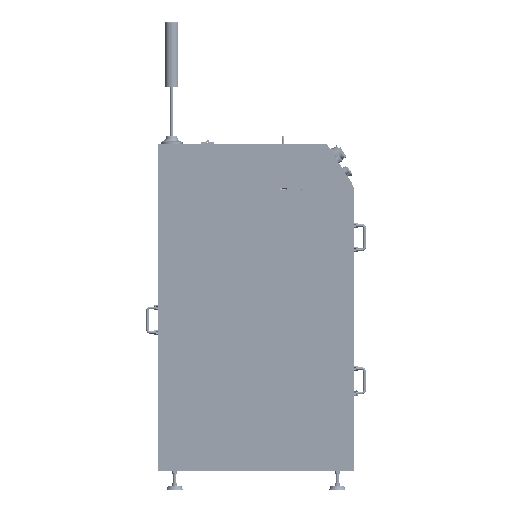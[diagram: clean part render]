
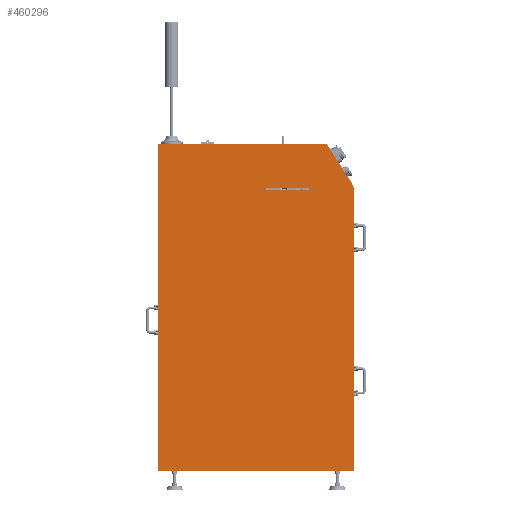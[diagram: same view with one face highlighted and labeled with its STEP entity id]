
A CAD part, top view. The second image highlights one B-rep face of the part: STEP entity #460296.
In plain terms, the highlighted planar face has unit normal (0, 0, 1).
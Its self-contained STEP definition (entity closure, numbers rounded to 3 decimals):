
#3108 = ORIENTED_EDGE ( 'NONE', *, *, #210368, .F. ) ;
#29012 = ORIENTED_EDGE ( 'NONE', *, *, #328446, .F. ) ;
#31381 = DIRECTION ( 'NONE',  ( 0.535, -0.845, 0. ) ) ;
#32198 = VECTOR ( 'NONE', #317655, 1000. ) ;
#40844 = ORIENTED_EDGE ( 'NONE', *, *, #298546, .F. ) ;
#41568 = DIRECTION ( 'NONE',  ( -1., 0., 0. ) ) ;
#51118 = DIRECTION ( 'NONE',  ( 0., 0., 1. ) ) ;
#65198 = ORIENTED_EDGE ( 'NONE', *, *, #278866, .F. ) ;
#71602 = LINE ( 'NONE', #217110, #200137 ) ;
#78972 = EDGE_LOOP ( 'NONE', ( #204082, #225375, #449178, #3108, #368700 ) ) ;
#83135 = ORIENTED_EDGE ( 'NONE', *, *, #257243, .F. ) ;
#86239 = EDGE_CURVE ( 'NONE', #368103, #148373, #200602, .T. ) ;
#88034 = CARTESIAN_POINT ( 'NONE',  ( 409.745, 323.431, 1177. ) ) ;
#89049 = CARTESIAN_POINT ( 'NONE',  ( 89.745, 320.431, 1177. ) ) ;
#94132 = DIRECTION ( 'NONE',  ( 0., 1., 0. ) ) ;
#98162 = VERTEX_POINT ( 'NONE', #449440 ) ;
#102479 = VERTEX_POINT ( 'NONE', #446184 ) ;
#107491 = CARTESIAN_POINT ( 'NONE',  ( 309.745, 481.431, 1177. ) ) ;
#117530 = EDGE_CURVE ( 'NONE', #175837, #98162, #257267, .T. ) ;
#120070 = LINE ( 'NONE', #368093, #278900 ) ;
#120832 = LINE ( 'NONE', #414054, #243775 ) ;
#130925 = VECTOR ( 'NONE', #94132, 1000. ) ;
#148373 = VERTEX_POINT ( 'NONE', #460406 ) ;
#153480 = PLANE ( 'NONE',  #303983 ) ;
#154139 = CIRCLE ( 'NONE', #405265, 4. ) ;
#168235 = CARTESIAN_POINT ( 'NONE',  ( 89.745, 312.431, 1177. ) ) ;
#169896 = LINE ( 'NONE', #286478, #32198 ) ;
#175837 = VERTEX_POINT ( 'NONE', #432962 ) ;
#186895 = FACE_BOUND ( 'NONE', #78972, .T. ) ;
#186958 = EDGE_CURVE ( 'NONE', #307965, #366850, #431848, .T. ) ;
#193607 = VERTEX_POINT ( 'NONE', #253888 ) ;
#193939 = CARTESIAN_POINT ( 'NONE',  ( 239.745, 316.431, 1177. ) ) ;
#200137 = VECTOR ( 'NONE', #362493, 1000. ) ;
#200602 = CIRCLE ( 'NONE', #337670, 4. ) ;
#204082 = ORIENTED_EDGE ( 'NONE', *, *, #246653, .F. ) ;
#210368 = EDGE_CURVE ( 'NONE', #98162, #193607, #154139, .T. ) ;
#217110 = CARTESIAN_POINT ( 'NONE',  ( 409.745, 481.431, 1177. ) ) ;
#225375 = ORIENTED_EDGE ( 'NONE', *, *, #86239, .F. ) ;
#243775 = VECTOR ( 'NONE', #266165, 1000. ) ;
#245677 = EDGE_LOOP ( 'NONE', ( #431675, #65198, #83135, #29012, #40844 ) ) ;
#246653 = EDGE_CURVE ( 'NONE', #148373, #175837, #436834, .T. ) ;
#253888 = CARTESIAN_POINT ( 'NONE',  ( 239.745, 320.431, 1177. ) ) ;
#254716 = DIRECTION ( 'NONE',  ( 0., 0., 1. ) ) ;
#257243 = EDGE_CURVE ( 'NONE', #378359, #449604, #387426, .T. ) ;
#257267 = CIRCLE ( 'NONE', #409725, 4. ) ;
#261466 = CARTESIAN_POINT ( 'NONE',  ( 309.745, 481.431, 1177. ) ) ;
#266165 = DIRECTION ( 'NONE',  ( 1., 0., 0. ) ) ;
#272575 = CARTESIAN_POINT ( 'NONE',  ( 239.745, 316.431, 1177. ) ) ;
#278677 = VECTOR ( 'NONE', #31381, 1000. ) ;
#278866 = EDGE_CURVE ( 'NONE', #449604, #307965, #120832, .T. ) ;
#278900 = VECTOR ( 'NONE', #41568, 1000. ) ;
#286478 = CARTESIAN_POINT ( 'NONE',  ( 409.745, -718.569, 1177. ) ) ;
#290350 = CARTESIAN_POINT ( 'NONE',  ( 89.745, 316.431, 1177. ) ) ;
#294170 = DIRECTION ( 'NONE',  ( 0., 0., -1. ) ) ;
#298546 = EDGE_CURVE ( 'NONE', #366850, #102479, #71602, .T. ) ;
#303983 = AXIS2_PLACEMENT_3D ( 'NONE', #330031, #294170, #334700 ) ;
#306005 = DIRECTION ( 'NONE',  ( 1., 0., 0. ) ) ;
#307965 = VERTEX_POINT ( 'NONE', #261466 ) ;
#317655 = DIRECTION ( 'NONE',  ( -1., 0., 0. ) ) ;
#320701 = DIRECTION ( 'NONE',  ( 1., 0., 0. ) ) ;
#328446 = EDGE_CURVE ( 'NONE', #102479, #378359, #169896, .T. ) ;
#330031 = CARTESIAN_POINT ( 'NONE',  ( 49.745, -118.569, 1177. ) ) ;
#334700 = DIRECTION ( 'NONE',  ( -1., 0., 0. ) ) ;
#337670 = AXIS2_PLACEMENT_3D ( 'NONE', #290350, #254716, #359633 ) ;
#359633 = DIRECTION ( 'NONE',  ( 1., 0., 0. ) ) ;
#362493 = DIRECTION ( 'NONE',  ( 0., -1., 0. ) ) ;
#365737 = FACE_OUTER_BOUND ( 'NONE', #245677, .T. ) ;
#366850 = VERTEX_POINT ( 'NONE', #88034 ) ;
#368093 = CARTESIAN_POINT ( 'NONE',  ( 89.745, 320.431, 1177. ) ) ;
#368103 = VERTEX_POINT ( 'NONE', #89049 ) ;
#368700 = ORIENTED_EDGE ( 'NONE', *, *, #117530, .F. ) ;
#370370 = DIRECTION ( 'NONE',  ( 1., 0., 0. ) ) ;
#378359 = VERTEX_POINT ( 'NONE', #447230 ) ;
#387426 = LINE ( 'NONE', #420826, #130925 ) ;
#393995 = EDGE_CURVE ( 'NONE', #193607, #368103, #120070, .T. ) ;
#405265 = AXIS2_PLACEMENT_3D ( 'NONE', #272575, #51118, #306005 ) ;
#409725 = AXIS2_PLACEMENT_3D ( 'NONE', #193939, #410836, #370370 ) ;
#410836 = DIRECTION ( 'NONE',  ( 0., 0., 1. ) ) ;
#414054 = CARTESIAN_POINT ( 'NONE',  ( 409.745, 481.431, 1177. ) ) ;
#420826 = CARTESIAN_POINT ( 'NONE',  ( -310.255, 481.431, 1177. ) ) ;
#428582 = VECTOR ( 'NONE', #320701, 1000. ) ;
#431065 = CARTESIAN_POINT ( 'NONE',  ( -310.255, 481.431, 1177. ) ) ;
#431675 = ORIENTED_EDGE ( 'NONE', *, *, #186958, .F. ) ;
#431848 = LINE ( 'NONE', #107491, #278677 ) ;
#432962 = CARTESIAN_POINT ( 'NONE',  ( 239.745, 312.431, 1177. ) ) ;
#436834 = LINE ( 'NONE', #168235, #428582 ) ;
#446184 = CARTESIAN_POINT ( 'NONE',  ( 409.745, -718.569, 1177. ) ) ;
#447230 = CARTESIAN_POINT ( 'NONE',  ( -310.255, -718.569, 1177. ) ) ;
#449178 = ORIENTED_EDGE ( 'NONE', *, *, #393995, .F. ) ;
#449440 = CARTESIAN_POINT ( 'NONE',  ( 243.745, 316.431, 1177. ) ) ;
#449604 = VERTEX_POINT ( 'NONE', #431065 ) ;
#460296 = ADVANCED_FACE ( 'NONE', ( #186895, #365737 ), #153480, .F. ) ;
#460406 = CARTESIAN_POINT ( 'NONE',  ( 89.745, 312.431, 1177. ) ) ;
